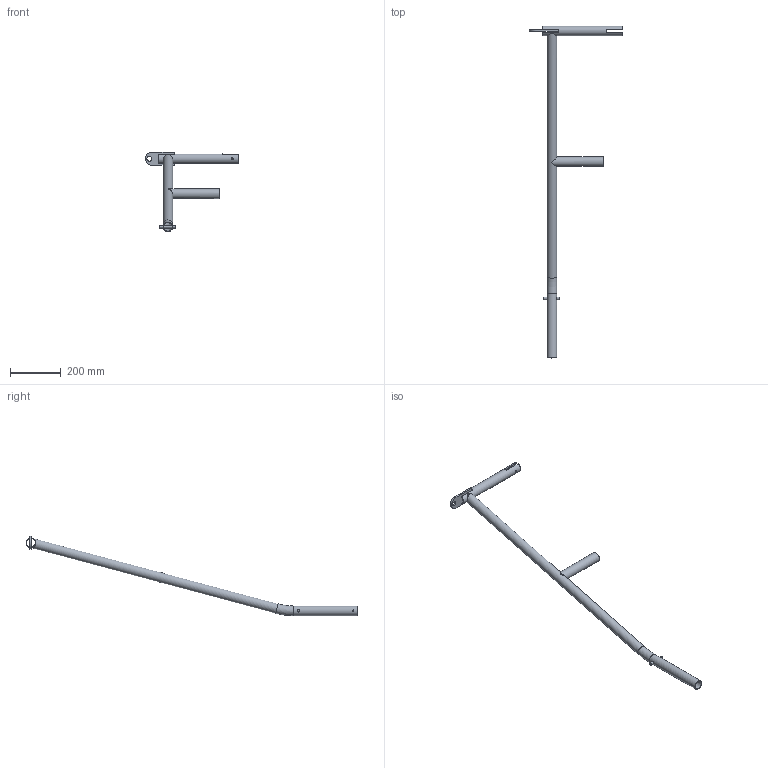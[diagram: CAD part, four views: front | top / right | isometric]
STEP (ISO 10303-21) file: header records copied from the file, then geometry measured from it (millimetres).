
FILE_DESCRIPTION(/* description */ (''),/* implementation_level */ '2;1');
FILE_NAME(/* name */ 'GE-17072_ASM_9_ASM.stp',/* time_stamp */ '2017-01-08T13:22:17-05:00',/* author */ ('jeff1'),/* organization */ (''),/* preprocessor_version */ 'ST-DEVELOPER v16.5',/* originating_system */ 'Autodesk Inventor 2017',/* authorisation */ '');
FILE_SCHEMA (('AUTOMOTIVE_DESIGN { 1 0 10303 214 3 1 1 }'));
Length unit declared in the file: inch
Products named in the file (6): GE-17072_ASM_9_ASM; GE-17072-01_3; GE-17072-02_3; GE-17072-05_2; GE-17072-03_4; GE-17072-07_3
Assembly tree (5 placements, depth 2):
  GE-17072_ASM_9_ASM
    GE-17072-01_3
    GE-17072-02_3
    GE-17072-05_2
    GE-17072-03_4
    GE-17072-07_3
Bounding box: 368.3 x 1308.1 x 312.83 mm (x, y, z)
Volume: 465296.5 mm3; surface area: 423641.8 mm2
Topology: 5 solids, 5 shells, 48 faces, 122 edges, 82 vertices
Faces by surface type: plane 27, cylinder 19, torus 2
Full cylindrical faces by diameter (mm): 6.731 x4, 9.525 x3, 19.05 x1, 33.884 x4, 38.1 x4
Entity records: 2046 total; most frequent: CARTESIAN_POINT 751, DIRECTION 234, ORIENTED_EDGE 188, AXIS2_PLACEMENT_3D 95, EDGE_CURVE 94, EDGE_LOOP 84, VERTEX_POINT 72, FACE_OUTER_BOUND 48
